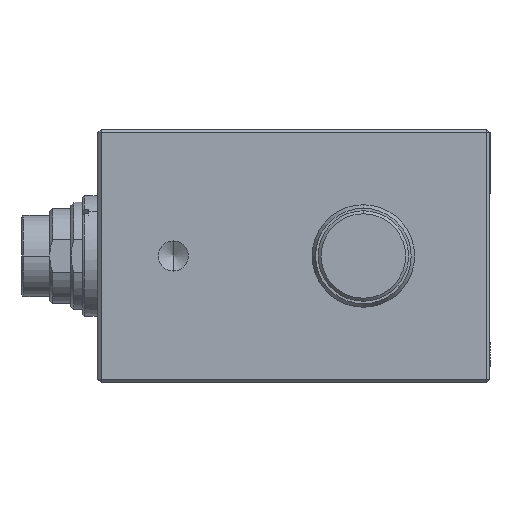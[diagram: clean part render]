
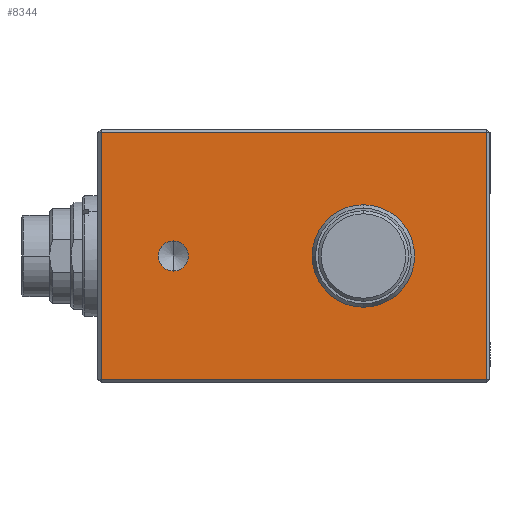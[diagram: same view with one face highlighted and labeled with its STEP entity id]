
A CAD part, left-side view. The second image highlights one B-rep face of the part: STEP entity #8344.
In plain terms, the highlighted planar face has unit normal (-1, 0, 0).
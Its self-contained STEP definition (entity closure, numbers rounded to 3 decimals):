
#455 = EDGE_LOOP ( 'NONE', ( #6121, #5954 ) ) ;
#891 = VERTEX_POINT ( 'NONE', #10666 ) ;
#1251 = VERTEX_POINT ( 'NONE', #10696 ) ;
#2129 = CIRCLE ( 'NONE', #2133, 2.5 ) ;
#2132 = VECTOR ( 'NONE', #4627, 1000. ) ;
#2133 = AXIS2_PLACEMENT_3D ( 'NONE', #4723, #4724, #4722 ) ;
#2135 = VECTOR ( 'NONE', #4640, 1000. ) ;
#2136 = CIRCLE ( 'NONE', #2138, 8.5 ) ;
#2138 = AXIS2_PLACEMENT_3D ( 'NONE', #4641, #4726, #4727 ) ;
#2149 = VECTOR ( 'NONE', #4534, 1000. ) ;
#3101 = EDGE_LOOP ( 'NONE', ( #6023, #6124, #5973, #6116 ) ) ;
#3296 = LINE ( 'NONE', #11009, #7297 ) ;
#3425 = EDGE_LOOP ( 'NONE', ( #5993, #5997 ) ) ;
#4513 = CARTESIAN_POINT ( 'NONE',  ( -113., -32.5, -20.5 ) ) ;
#4534 = DIRECTION ( 'NONE',  ( 0., -1., 0. ) ) ;
#4626 = CARTESIAN_POINT ( 'NONE',  ( -113., 32.5, 20.5 ) ) ;
#4627 = DIRECTION ( 'NONE',  ( 0., 1., 0. ) ) ;
#4640 = DIRECTION ( 'NONE',  ( 0., 0., 1. ) ) ;
#4641 = CARTESIAN_POINT ( 'NONE',  ( -113., -11.5, 0. ) ) ;
#4642 = CARTESIAN_POINT ( 'NONE',  ( -113., -32., 21. ) ) ;
#4722 = DIRECTION ( 'NONE',  ( 0., 0., 1. ) ) ;
#4723 = CARTESIAN_POINT ( 'NONE',  ( -113., 20., 0. ) ) ;
#4724 = DIRECTION ( 'NONE',  ( -1., 0., 0. ) ) ;
#4726 = DIRECTION ( 'NONE',  ( 1., 0., 0. ) ) ;
#4727 = DIRECTION ( 'NONE',  ( 0., 0., -1. ) ) ;
#5336 = PLANE ( 'NONE',  #8847 ) ;
#5337 = CARTESIAN_POINT ( 'NONE',  ( -113., -32.5, 21. ) ) ;
#5338 = DIRECTION ( 'NONE',  ( 1., 0., 0. ) ) ;
#5339 = DIRECTION ( 'NONE',  ( 0., 0., -1. ) ) ;
#5954 = ORIENTED_EDGE ( 'NONE', *, *, #9144, .F. ) ;
#5973 = ORIENTED_EDGE ( 'NONE', *, *, #8575, .T. ) ;
#5993 = ORIENTED_EDGE ( 'NONE', *, *, #8576, .T. ) ;
#5997 = ORIENTED_EDGE ( 'NONE', *, *, #9162, .T. ) ;
#6023 = ORIENTED_EDGE ( 'NONE', *, *, #7857, .T. ) ;
#6116 = ORIENTED_EDGE ( 'NONE', *, *, #8573, .T. ) ;
#6121 = ORIENTED_EDGE ( 'NONE', *, *, #8574, .F. ) ;
#6124 = ORIENTED_EDGE ( 'NONE', *, *, #8588, .T. ) ;
#6436 = VERTEX_POINT ( 'NONE', #10240 ) ;
#6467 = VERTEX_POINT ( 'NONE', #10271 ) ;
#6481 = VERTEX_POINT ( 'NONE', #10287 ) ;
#6482 = VERTEX_POINT ( 'NONE', #10286 ) ;
#6606 = VERTEX_POINT ( 'NONE', #10414 ) ;
#6642 = VERTEX_POINT ( 'NONE', #10442 ) ;
#6992 = LINE ( 'NONE', #4513, #2149 ) ;
#7001 = LINE ( 'NONE', #4626, #2132 ) ;
#7106 = LINE ( 'NONE', #4642, #2135 ) ;
#7165 = FACE_OUTER_BOUND ( 'NONE', #3101, .T. ) ;
#7167 = FACE_BOUND ( 'NONE', #3425, .T. ) ;
#7169 = FACE_BOUND ( 'NONE', #455, .T. ) ;
#7297 = VECTOR ( 'NONE', #11008, 1000. ) ;
#7857 = EDGE_CURVE ( 'NONE', #6642, #891, #3296, .T. ) ;
#8344 = ADVANCED_FACE ( 'NONE', ( #7169, #7165, #7167 ), #5336, .F. ) ;
#8573 = EDGE_CURVE ( 'NONE', #6606, #6642, #7001, .T. ) ;
#8574 = EDGE_CURVE ( 'NONE', #6436, #6467, #2129, .T. ) ;
#8575 = EDGE_CURVE ( 'NONE', #1251, #6606, #7106, .T. ) ;
#8576 = EDGE_CURVE ( 'NONE', #6481, #6482, #2136, .T. ) ;
#8588 = EDGE_CURVE ( 'NONE', #891, #1251, #6992, .T. ) ;
#8799 = CIRCLE ( 'NONE', #8807, 2.5 ) ;
#8807 = AXIS2_PLACEMENT_3D ( 'NONE', #9759, #9756, #9757 ) ;
#8810 = AXIS2_PLACEMENT_3D ( 'NONE', #9639, #9642, #9625 ) ;
#8830 = CIRCLE ( 'NONE', #8810, 8.5 ) ;
#8847 = AXIS2_PLACEMENT_3D ( 'NONE', #5337, #5338, #5339 ) ;
#9144 = EDGE_CURVE ( 'NONE', #6467, #6436, #8799, .T. ) ;
#9162 = EDGE_CURVE ( 'NONE', #6482, #6481, #8830, .T. ) ;
#9625 = DIRECTION ( 'NONE',  ( 0., 0., -1. ) ) ;
#9639 = CARTESIAN_POINT ( 'NONE',  ( -113., -11.5, 0. ) ) ;
#9642 = DIRECTION ( 'NONE',  ( 1., 0., 0. ) ) ;
#9756 = DIRECTION ( 'NONE',  ( -1., 0., 0. ) ) ;
#9757 = DIRECTION ( 'NONE',  ( 0., 0., 1. ) ) ;
#9759 = CARTESIAN_POINT ( 'NONE',  ( -113., 20., 0. ) ) ;
#10240 = CARTESIAN_POINT ( 'NONE',  ( -113., 20., 2.5 ) ) ;
#10271 = CARTESIAN_POINT ( 'NONE',  ( -113., 20., -2.5 ) ) ;
#10286 = CARTESIAN_POINT ( 'NONE',  ( -113., -11.5, -8.5 ) ) ;
#10287 = CARTESIAN_POINT ( 'NONE',  ( -113., -11.5, 8.5 ) ) ;
#10414 = CARTESIAN_POINT ( 'NONE',  ( -113., -32., 20.5 ) ) ;
#10442 = CARTESIAN_POINT ( 'NONE',  ( -113., 32., 20.5 ) ) ;
#10666 = CARTESIAN_POINT ( 'NONE',  ( -113., 32., -20.5 ) ) ;
#10696 = CARTESIAN_POINT ( 'NONE',  ( -113., -32., -20.5 ) ) ;
#11008 = DIRECTION ( 'NONE',  ( 0., 0., -1. ) ) ;
#11009 = CARTESIAN_POINT ( 'NONE',  ( -113., 32., -21. ) ) ;
